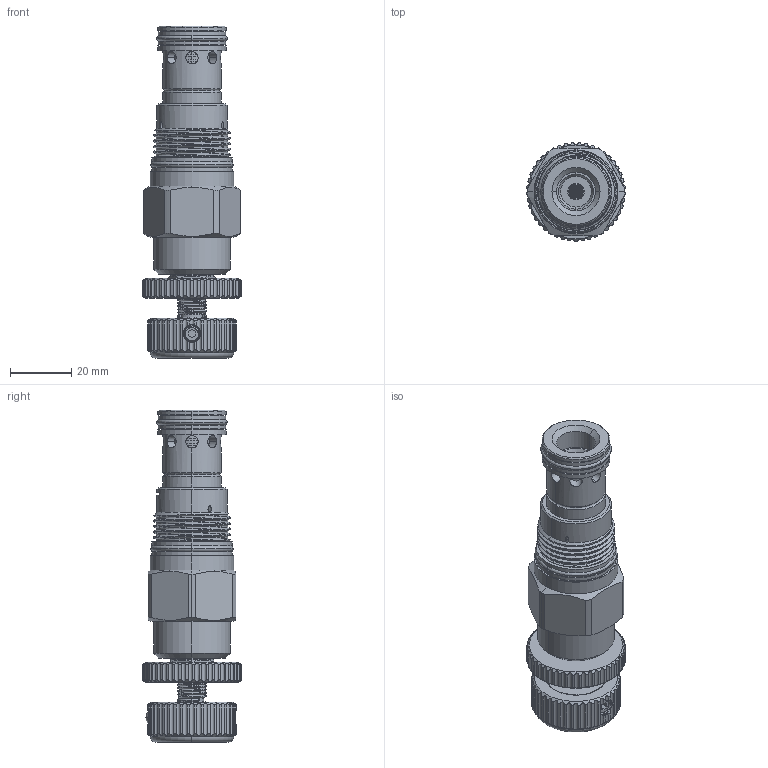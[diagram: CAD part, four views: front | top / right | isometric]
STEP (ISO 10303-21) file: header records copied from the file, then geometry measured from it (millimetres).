
FILE_DESCRIPTION (( 'STEP AP203' ), '1' );
FILE_NAME ('RP3A20-K.STEP', '2016-08-01T06:14:50', ( '' ), ( '' ), 'SwSTEP 2.0', 'SolidWorks 2012', '' );
FILE_SCHEMA (( 'CONFIG_CONTROL_DESIGN' ));
Products named in the file (1): RP3A20-K
Bounding box: 32.2 x 32.18 x 108.37 mm (x, y, z)
Volume: 48353.5 mm3; surface area: 19993.3 mm2
Topology: 8 solids, 10 shells, 1251 faces, 3514 edges, 2249 vertices
Faces by surface type: cylinder 896, plane 184, cone 78, torus 52, bspline 33, sphere 8
Entity records: 85702 total; most frequent: CARTESIAN_POINT 55460, ORIENTED_EDGE 6992, DIRECTION 5110, EDGE_CURVE 3496, VERTEX_POINT 2249, AXIS2_PLACEMENT_3D 1939, EDGE_LOOP 1675, B_SPLINE_CURVE_WITH_KNOTS 1343
